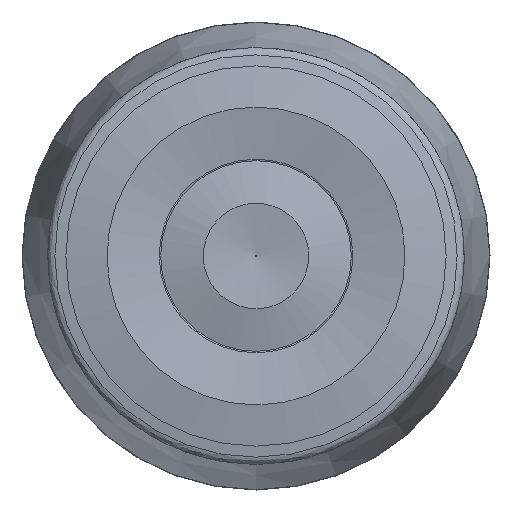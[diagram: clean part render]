
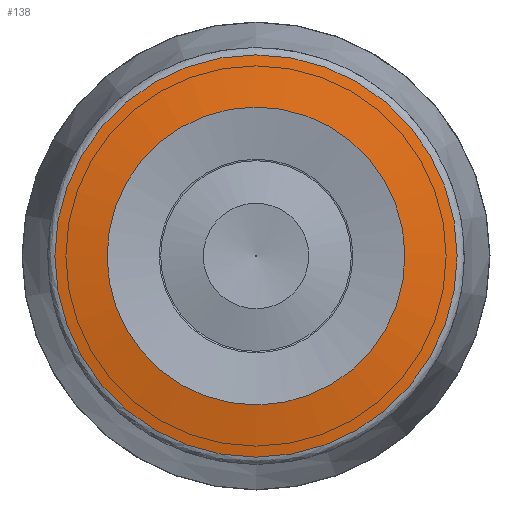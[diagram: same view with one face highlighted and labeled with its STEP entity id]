
A CAD part, left-side view. The second image highlights one B-rep face of the part: STEP entity #138.
In plain terms, the highlighted face is a revolution surface.
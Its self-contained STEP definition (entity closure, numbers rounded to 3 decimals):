
#26=SURFACE_OF_REVOLUTION('',#55,#41);
#41=AXIS1_PLACEMENT('',#768,#642);
#55=LINE('',#767,#66);
#66=VECTOR('',#641,7.257);
#138=ADVANCED_FACE('',(#199,#200),#26,.T.);
#199=FACE_BOUND('',#269,.T.);
#200=FACE_BOUND('',#270,.T.);
#269=EDGE_LOOP('',(#339));
#270=EDGE_LOOP('',(#340));
#339=ORIENTED_EDGE('',*,*,#425,.F.);
#340=ORIENTED_EDGE('',*,*,#426,.T.);
#390=VERTEX_POINT('',#764);
#391=VERTEX_POINT('',#766);
#425=EDGE_CURVE('',#390,#390,#461,.T.);
#426=EDGE_CURVE('',#391,#391,#462,.T.);
#461=CIRCLE('',#523,27.509);
#462=CIRCLE('',#524,20.368);
#523=AXIS2_PLACEMENT_3D('',#763,#637,#638);
#524=AXIS2_PLACEMENT_3D('',#765,#639,#640);
#637=DIRECTION('',(1.,0.,0.));
#638=DIRECTION('',(0.,0.,-1.));
#639=DIRECTION('',(1.,0.,0.));
#640=DIRECTION('',(0.,0.,-1.));
#641=DIRECTION('',(0.174,-0.985,0.));
#642=DIRECTION('',(1.,0.,0.));
#763=CARTESIAN_POINT('',(1.31,0.,0.));
#764=CARTESIAN_POINT('',(1.31,0.,-27.509));
#765=CARTESIAN_POINT('',(0.05,0.,0.));
#766=CARTESIAN_POINT('',(0.05,0.,-20.368));
#767=CARTESIAN_POINT('',(0.05,-20.344,1.));
#768=CARTESIAN_POINT('',(11.,0.,0.));
